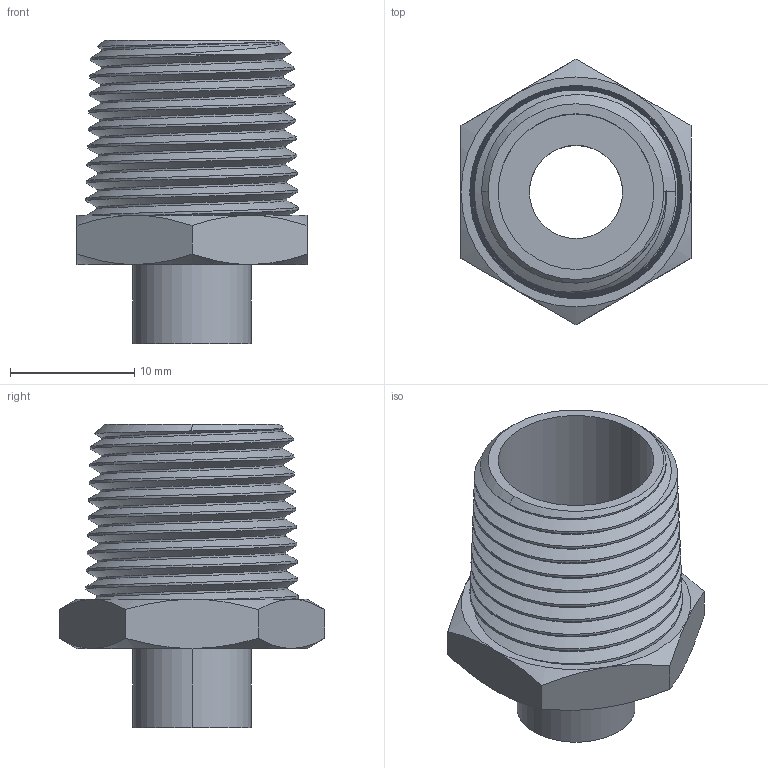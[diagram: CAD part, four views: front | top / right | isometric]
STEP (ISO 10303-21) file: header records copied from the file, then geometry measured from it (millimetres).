
FILE_DESCRIPTION (( 'STEP AP214' ), '1' );
FILE_NAME ('Spout Adapter (51065K48).step', '2023-01-06T00:24:54', ( '' ), ( '' ), 'SwSTEP 2.0', 'SolidWorks 2019', '' );
FILE_SCHEMA (( 'AUTOMOTIVE_DESIGN' ));
Length unit declared in the file: inch
Products named in the file (1): Spout Adapter (51065K48)
Bounding box: 18.5 x 21.36 x 24.37 mm (x, y, z)
Volume: 2186.5 mm3; surface area: 2865.6 mm2
Topology: 1 solids, 1 shells, 54 faces, 135 edges, 86 vertices
Faces by surface type: cone 34, plane 11, cylinder 6, bspline 3
Entity records: 7397 total; most frequent: CARTESIAN_POINT 6195, ORIENTED_EDGE 270, DIRECTION 193, EDGE_CURVE 135, VERTEX_POINT 86, AXIS2_PLACEMENT_3D 80, B_SPLINE_CURVE_WITH_KNOTS 74, EDGE_LOOP 59
